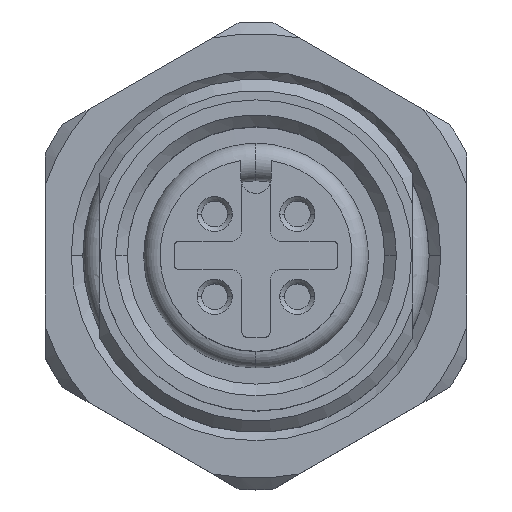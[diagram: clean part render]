
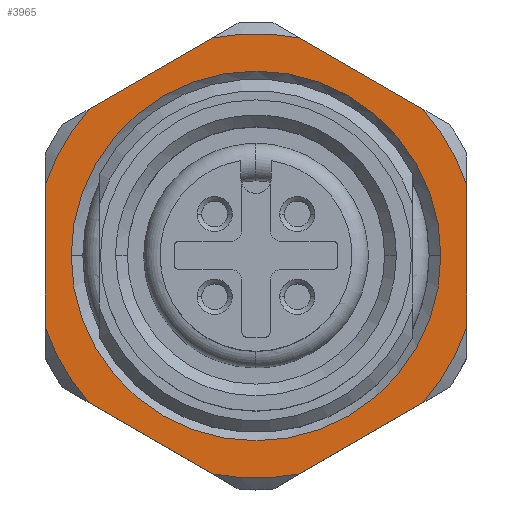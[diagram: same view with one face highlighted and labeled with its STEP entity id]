
A CAD part, top view. The second image highlights one B-rep face of the part: STEP entity #3965.
In plain terms, the highlighted face is planar.
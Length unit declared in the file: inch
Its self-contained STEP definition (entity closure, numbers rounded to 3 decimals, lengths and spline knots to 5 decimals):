
#65 = EDGE_CURVE ( 'NONE', #1144, #1374, #3061, .T. ) ;
#75 = DIRECTION ( 'NONE',  ( 0., -1., 0. ) ) ;
#80 = DIRECTION ( 'NONE',  ( 0., -1., 0. ) ) ;
#104 = CARTESIAN_POINT ( 'NONE',  ( 0.44882, -0.36673, 0.10911 ) ) ;
#127 = AXIS2_PLACEMENT_3D ( 'NONE', #1453, #5174, #75 ) ;
#131 = FACE_OUTER_BOUND ( 'NONE', #4563, .T. ) ;
#136 = DIRECTION ( 'NONE',  ( -1., 0., 0. ) ) ;
#334 = CARTESIAN_POINT ( 'NONE',  ( 0.44882, 0.24699, -0.24522 ) ) ;
#338 = CIRCLE ( 'NONE', #4458, 0.37402 ) ;
#428 = ORIENTED_EDGE ( 'NONE', *, *, #4373, .T. ) ;
#445 = EDGE_CURVE ( 'NONE', #4988, #2383, #4329, .T. ) ;
#470 = CARTESIAN_POINT ( 'NONE',  ( 0.44882, 0., -0.27538 ) ) ;
#493 = AXIS2_PLACEMENT_3D ( 'NONE', #3968, #1285, #3088 ) ;
#584 = DIRECTION ( 'NONE',  ( 1., 0., 0. ) ) ;
#586 = CARTESIAN_POINT ( 'NONE',  ( 0.44882, 0., 0.03564 ) ) ;
#592 = CARTESIAN_POINT ( 'NONE',  ( 0.44882, 0., 0.03564 ) ) ;
#631 = VERTEX_POINT ( 'NONE', #914 ) ;
#669 = AXIS2_PLACEMENT_3D ( 'NONE', #2117, #2199, #4015 ) ;
#706 = EDGE_CURVE ( 'NONE', #1374, #782, #5685, .T. ) ;
#769 = EDGE_CURVE ( 'NONE', #5248, #4757, #4331, .T. ) ;
#782 = VERTEX_POINT ( 'NONE', #334 ) ;
#875 = ORIENTED_EDGE ( 'NONE', *, *, #2865, .T. ) ;
#891 = DIRECTION ( 'NONE',  ( 0., 0., 1. ) ) ;
#914 = CARTESIAN_POINT ( 'NONE',  ( 0.44882, -0.11974, -0.31869 ) ) ;
#946 = CARTESIAN_POINT ( 'NONE',  ( 0.44882, 0., 0.03564 ) ) ;
#963 = ORIENTED_EDGE ( 'NONE', *, *, #706, .T. ) ;
#1080 = CIRCLE ( 'NONE', #3576, 0.37402 ) ;
#1103 = ORIENTED_EDGE ( 'NONE', *, *, #65, .T. ) ;
#1144 = VERTEX_POINT ( 'NONE', #2328 ) ;
#1242 = CARTESIAN_POINT ( 'NONE',  ( 0.44882, 0., 0.03564 ) ) ;
#1270 = DIRECTION ( 'NONE',  ( -1., 0., 0. ) ) ;
#1285 = DIRECTION ( 'NONE',  ( 1., 0., 0. ) ) ;
#1291 = VERTEX_POINT ( 'NONE', #3957 ) ;
#1374 = VERTEX_POINT ( 'NONE', #5880 ) ;
#1385 = VERTEX_POINT ( 'NONE', #104 ) ;
#1395 = PLANE ( 'NONE',  #127 ) ;
#1453 = CARTESIAN_POINT ( 'NONE',  ( 0.44882, 0.85559, -0.71446 ) ) ;
#1469 = EDGE_CURVE ( 'NONE', #2694, #631, #5032, .T. ) ;
#1497 = AXIS2_PLACEMENT_3D ( 'NONE', #3951, #5663, #2448 ) ;
#1532 = ORIENTED_EDGE ( 'NONE', *, *, #2055, .T. ) ;
#1740 = CARTESIAN_POINT ( 'NONE',  ( 0.44882, -0.24699, -0.24522 ) ) ;
#1793 = DIRECTION ( 'NONE',  ( 0., 0.5, -0.866 ) ) ;
#2025 = CARTESIAN_POINT ( 'NONE',  ( 0.44882, -0.30686, 0.21281 ) ) ;
#2055 = EDGE_CURVE ( 'NONE', #3602, #1385, #1080, .T. ) ;
#2068 = VERTEX_POINT ( 'NONE', #1740 ) ;
#2096 = ORIENTED_EDGE ( 'NONE', *, *, #445, .T. ) ;
#2100 = ORIENTED_EDGE ( 'NONE', *, *, #2463, .T. ) ;
#2117 = CARTESIAN_POINT ( 'NONE',  ( 0.44882, 0., 0.03564 ) ) ;
#2199 = DIRECTION ( 'NONE',  ( -1., 0., 0. ) ) ;
#2328 = CARTESIAN_POINT ( 'NONE',  ( 0.44882, 0.36673, 0.10911 ) ) ;
#2347 = DIRECTION ( 'NONE',  ( 0., 0., -1. ) ) ;
#2383 = VERTEX_POINT ( 'NONE', #3866 ) ;
#2412 = DIRECTION ( 'NONE',  ( -1., 0., 0. ) ) ;
#2445 = LINE ( 'NONE', #2025, #3881 ) ;
#2448 = DIRECTION ( 'NONE',  ( 0., 0., 1. ) ) ;
#2463 = EDGE_CURVE ( 'NONE', #2068, #3602, #2991, .T. ) ;
#2597 = LINE ( 'NONE', #3531, #3490 ) ;
#2651 = DIRECTION ( 'NONE',  ( 0., 0., 1. ) ) ;
#2694 = VERTEX_POINT ( 'NONE', #5694 ) ;
#2865 = EDGE_CURVE ( 'NONE', #2383, #1144, #2597, .T. ) ;
#2872 = CARTESIAN_POINT ( 'NONE',  ( 0.44882, 0.10549, 0.38997 ) ) ;
#2940 = CARTESIAN_POINT ( 'NONE',  ( 0.44882, 0.30686, -0.14153 ) ) ;
#2979 = AXIS2_PLACEMENT_3D ( 'NONE', #592, #136, #3368 ) ;
#2991 = LINE ( 'NONE', #5766, #3486 ) ;
#3054 = ORIENTED_EDGE ( 'NONE', *, *, #4592, .T. ) ;
#3061 = CIRCLE ( 'NONE', #669, 0.37402 ) ;
#3067 = CARTESIAN_POINT ( 'NONE',  ( 0.44882, 0.11974, 0.38997 ) ) ;
#3088 = DIRECTION ( 'NONE',  ( 0., 0., -1. ) ) ;
#3158 = ORIENTED_EDGE ( 'NONE', *, *, #5806, .T. ) ;
#3313 = DIRECTION ( 'NONE',  ( 0., -0.5, -0.866 ) ) ;
#3368 = DIRECTION ( 'NONE',  ( 0., 0., 1. ) ) ;
#3486 = VECTOR ( 'NONE', #5311, 39.37008 ) ;
#3490 = VECTOR ( 'NONE', #1793, 39.37008 ) ;
#3531 = CARTESIAN_POINT ( 'NONE',  ( 0.44882, 0.30686, 0.21281 ) ) ;
#3576 = AXIS2_PLACEMENT_3D ( 'NONE', #5464, #5894, #2651 ) ;
#3577 = ORIENTED_EDGE ( 'NONE', *, *, #4070, .T. ) ;
#3602 = VERTEX_POINT ( 'NONE', #3972 ) ;
#3866 = CARTESIAN_POINT ( 'NONE',  ( 0.44882, 0.24699, 0.3165 ) ) ;
#3881 = VECTOR ( 'NONE', #4285, 39.37008 ) ;
#3951 = CARTESIAN_POINT ( 'NONE',  ( 0.44882, 0., 0.03564 ) ) ;
#3957 = CARTESIAN_POINT ( 'NONE',  ( 0.44882, -0.24699, 0.3165 ) ) ;
#3965 = ADVANCED_FACE ( 'NONE', ( #5087, #131 ), #1395, .T. ) ;
#3968 = CARTESIAN_POINT ( 'NONE',  ( 0.44882, 0., 0.03564 ) ) ;
#3972 = CARTESIAN_POINT ( 'NONE',  ( 0.44882, -0.36673, -0.03783 ) ) ;
#4015 = DIRECTION ( 'NONE',  ( 0., 0., 1. ) ) ;
#4070 = EDGE_CURVE ( 'NONE', #631, #2068, #4648, .T. ) ;
#4124 = ORIENTED_EDGE ( 'NONE', *, *, #1469, .T. ) ;
#4143 = VECTOR ( 'NONE', #3313, 39.37008 ) ;
#4189 = ORIENTED_EDGE ( 'NONE', *, *, #4773, .T. ) ;
#4206 = CARTESIAN_POINT ( 'NONE',  ( 0.44882, 0.10549, -0.31869 ) ) ;
#4285 = DIRECTION ( 'NONE',  ( 0., 0.5, 0.866 ) ) ;
#4329 = CIRCLE ( 'NONE', #2979, 0.37402 ) ;
#4331 = CIRCLE ( 'NONE', #493, 0.31102 ) ;
#4373 = EDGE_CURVE ( 'NONE', #4541, #4988, #4657, .T. ) ;
#4398 = ORIENTED_EDGE ( 'NONE', *, *, #5568, .T. ) ;
#4454 = AXIS2_PLACEMENT_3D ( 'NONE', #586, #2412, #5513 ) ;
#4458 = AXIS2_PLACEMENT_3D ( 'NONE', #1242, #1270, #891 ) ;
#4541 = VERTEX_POINT ( 'NONE', #5760 ) ;
#4563 = EDGE_LOOP ( 'NONE', ( #3577, #2100, #1532, #4189, #4398, #428, #2096, #875, #1103, #963, #3054, #4124 ) ) ;
#4576 = CIRCLE ( 'NONE', #5237, 0.31102 ) ;
#4592 = EDGE_CURVE ( 'NONE', #782, #2694, #338, .T. ) ;
#4638 = VECTOR ( 'NONE', #80, 39.37008 ) ;
#4648 = CIRCLE ( 'NONE', #4454, 0.37402 ) ;
#4657 = LINE ( 'NONE', #2872, #5800 ) ;
#4757 = VERTEX_POINT ( 'NONE', #470 ) ;
#4773 = EDGE_CURVE ( 'NONE', #1385, #1291, #2445, .T. ) ;
#4943 = EDGE_LOOP ( 'NONE', ( #5559, #3158 ) ) ;
#4988 = VERTEX_POINT ( 'NONE', #3067 ) ;
#5032 = LINE ( 'NONE', #4206, #4638 ) ;
#5044 = CARTESIAN_POINT ( 'NONE',  ( 0.44882, 0., 0.34666 ) ) ;
#5087 = FACE_BOUND ( 'NONE', #4943, .T. ) ;
#5096 = DIRECTION ( 'NONE',  ( 0., 1., 0. ) ) ;
#5174 = DIRECTION ( 'NONE',  ( -1., 0., 0. ) ) ;
#5237 = AXIS2_PLACEMENT_3D ( 'NONE', #946, #584, #2347 ) ;
#5248 = VERTEX_POINT ( 'NONE', #5044 ) ;
#5311 = DIRECTION ( 'NONE',  ( 0., -0.5, 0.866 ) ) ;
#5464 = CARTESIAN_POINT ( 'NONE',  ( 0.44882, 0., 0.03564 ) ) ;
#5513 = DIRECTION ( 'NONE',  ( 0., 0., 1. ) ) ;
#5559 = ORIENTED_EDGE ( 'NONE', *, *, #769, .T. ) ;
#5568 = EDGE_CURVE ( 'NONE', #1291, #4541, #5818, .T. ) ;
#5663 = DIRECTION ( 'NONE',  ( -1., 0., 0. ) ) ;
#5685 = LINE ( 'NONE', #2940, #4143 ) ;
#5694 = CARTESIAN_POINT ( 'NONE',  ( 0.44882, 0.11974, -0.31869 ) ) ;
#5760 = CARTESIAN_POINT ( 'NONE',  ( 0.44882, -0.11974, 0.38997 ) ) ;
#5766 = CARTESIAN_POINT ( 'NONE',  ( 0.44882, -0.30686, -0.14153 ) ) ;
#5800 = VECTOR ( 'NONE', #5096, 39.37008 ) ;
#5806 = EDGE_CURVE ( 'NONE', #4757, #5248, #4576, .T. ) ;
#5818 = CIRCLE ( 'NONE', #1497, 0.37402 ) ;
#5880 = CARTESIAN_POINT ( 'NONE',  ( 0.44882, 0.36673, -0.03783 ) ) ;
#5894 = DIRECTION ( 'NONE',  ( -1., 0., 0. ) ) ;
